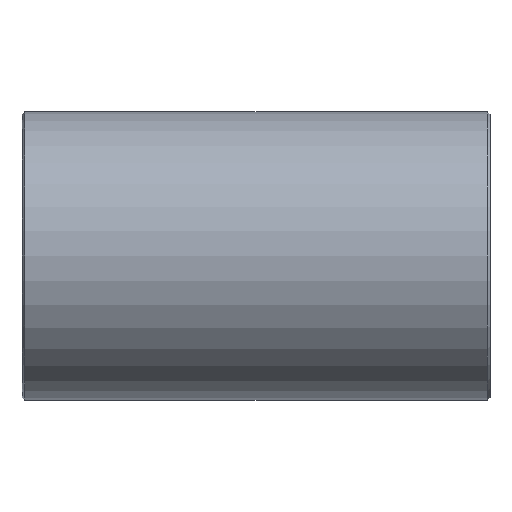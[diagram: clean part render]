
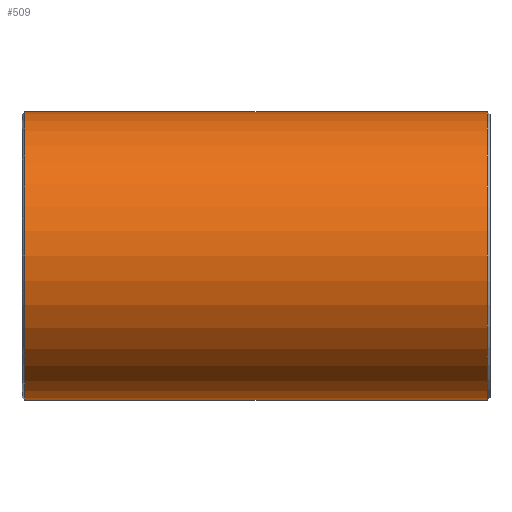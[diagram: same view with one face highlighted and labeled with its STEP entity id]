
A CAD part, front view. The second image highlights one B-rep face of the part: STEP entity #509.
In plain terms, the highlighted cylindrical face has radius 109.537 mm (diameter 219.075 mm), a partial arc.
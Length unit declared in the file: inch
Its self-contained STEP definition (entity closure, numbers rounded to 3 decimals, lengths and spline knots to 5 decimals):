
#40 = EDGE_CURVE ( 'NONE', #498, #298, #420, .T. ) ;
#98 = CARTESIAN_POINT ( 'NONE',  ( 6.91667, 0., -4.3125 ) ) ;
#100 = DIRECTION ( 'NONE',  ( -1., 0., 0. ) ) ;
#159 = VECTOR ( 'NONE', #429, 39.37008 ) ;
#173 = CARTESIAN_POINT ( 'NONE',  ( 7., 0., 4.3125 ) ) ;
#180 = CARTESIAN_POINT ( 'NONE',  ( 6.91667, 0., 0. ) ) ;
#197 = VECTOR ( 'NONE', #100, 39.37008 ) ;
#202 = CARTESIAN_POINT ( 'NONE',  ( 7., 0., 0. ) ) ;
#231 = DIRECTION ( 'NONE',  ( 1., 0., 0. ) ) ;
#236 = DIRECTION ( 'NONE',  ( -1., 0., 0. ) ) ;
#251 = CYLINDRICAL_SURFACE ( 'NONE', #537, 4.3125 ) ;
#256 = FACE_OUTER_BOUND ( 'NONE', #685, .T. ) ;
#298 = VERTEX_POINT ( 'NONE', #715 ) ;
#352 = ORIENTED_EDGE ( 'NONE', *, *, #678, .T. ) ;
#357 = AXIS2_PLACEMENT_3D ( 'NONE', #180, #236, #775 ) ;
#361 = ORIENTED_EDGE ( 'NONE', *, *, #817, .F. ) ;
#390 = DIRECTION ( 'NONE',  ( 0., 0., 1. ) ) ;
#419 = AXIS2_PLACEMENT_3D ( 'NONE', #626, #231, #757 ) ;
#420 = CIRCLE ( 'NONE', #357, 4.3125 ) ;
#429 = DIRECTION ( 'NONE',  ( -1., 0., 0. ) ) ;
#442 = CARTESIAN_POINT ( 'NONE',  ( -6.91667, 0., 4.3125 ) ) ;
#491 = VERTEX_POINT ( 'NONE', #442 ) ;
#498 = VERTEX_POINT ( 'NONE', #98 ) ;
#509 = ADVANCED_FACE ( 'NONE', ( #256 ), #251, .T. ) ;
#517 = VERTEX_POINT ( 'NONE', #732 ) ;
#537 = AXIS2_PLACEMENT_3D ( 'NONE', #202, #787, #390 ) ;
#626 = CARTESIAN_POINT ( 'NONE',  ( -6.91667, 0., 0. ) ) ;
#627 = ORIENTED_EDGE ( 'NONE', *, *, #689, .T. ) ;
#678 = EDGE_CURVE ( 'NONE', #491, #517, #680, .T. ) ;
#680 = CIRCLE ( 'NONE', #419, 4.3125 ) ;
#685 = EDGE_LOOP ( 'NONE', ( #361, #752, #627, #352 ) ) ;
#689 = EDGE_CURVE ( 'NONE', #298, #491, #829, .T. ) ;
#695 = LINE ( 'NONE', #698, #159 ) ;
#698 = CARTESIAN_POINT ( 'NONE',  ( 7., 0., -4.3125 ) ) ;
#715 = CARTESIAN_POINT ( 'NONE',  ( 6.91667, 0., 4.3125 ) ) ;
#732 = CARTESIAN_POINT ( 'NONE',  ( -6.91667, 0., -4.3125 ) ) ;
#752 = ORIENTED_EDGE ( 'NONE', *, *, #40, .T. ) ;
#757 = DIRECTION ( 'NONE',  ( 0., 0., 1. ) ) ;
#775 = DIRECTION ( 'NONE',  ( 0., 0., -1. ) ) ;
#787 = DIRECTION ( 'NONE',  ( -1., 0., 0. ) ) ;
#817 = EDGE_CURVE ( 'NONE', #498, #517, #695, .T. ) ;
#829 = LINE ( 'NONE', #173, #197 ) ;
